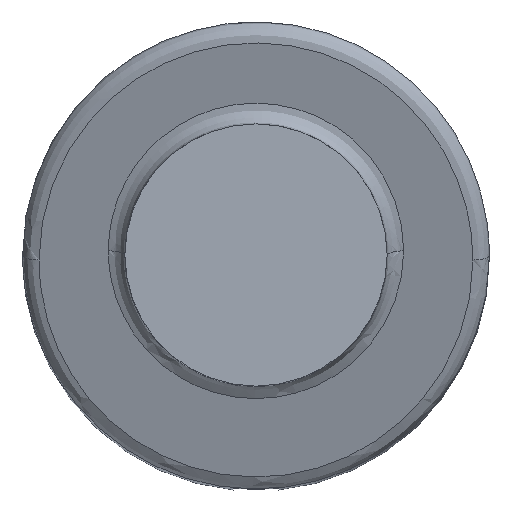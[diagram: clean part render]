
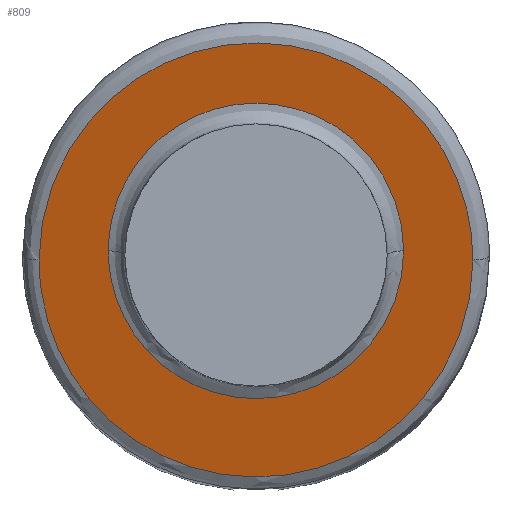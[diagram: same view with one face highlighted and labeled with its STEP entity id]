
A CAD part, top view. The second image highlights one B-rep face of the part: STEP entity #809.
In plain terms, the highlighted planar face has unit normal (0, -0.276, 0.961).
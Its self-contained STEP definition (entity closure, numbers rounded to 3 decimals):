
#345=CARTESIAN_POINT('Vertex',(26.3,-0.551,66.658)) ;
#385=CARTESIAN_POINT('Vertex',(-26.3,-0.551,66.658)) ;
#389=CARTESIAN_POINT('Control Point',(-26.3,-0.551,66.658)) ;
#390=CARTESIAN_POINT('Control Point',(-26.3,-0.162,66.77)) ;
#391=CARTESIAN_POINT('Control Point',(-26.293,0.227,66.881)) ;
#392=CARTESIAN_POINT('Control Point',(-26.278,0.617,66.993)) ;
#393=CARTESIAN_POINT('Control Point',(-26.101,3.809,67.908)) ;
#394=CARTESIAN_POINT('Control Point',(-25.439,6.968,68.814)) ;
#395=CARTESIAN_POINT('Control Point',(-24.487,9.655,69.585)) ;
#396=CARTESIAN_POINT('Control Point',(-21.921,14.64,71.014)) ;
#397=CARTESIAN_POINT('Control Point',(-18.112,18.818,72.212)) ;
#398=CARTESIAN_POINT('Control Point',(-15.971,20.622,72.729)) ;
#399=CARTESIAN_POINT('Control Point',(-11.291,23.602,73.584)) ;
#400=CARTESIAN_POINT('Control Point',(-5.962,25.286,74.067)) ;
#401=CARTESIAN_POINT('Control Point',(-3.227,25.769,74.205)) ;
#402=CARTESIAN_POINT('Control Point',(2.092,25.997,74.271)) ;
#403=CARTESIAN_POINT('Control Point',(7.288,24.909,73.959)) ;
#404=CARTESIAN_POINT('Control Point',(9.697,24.091,73.724)) ;
#405=CARTESIAN_POINT('Control Point',(14.534,21.77,73.058)) ;
#406=CARTESIAN_POINT('Control Point',(18.615,18.342,72.076)) ;
#407=CARTESIAN_POINT('Control Point',(20.508,16.264,71.48)) ;
#408=CARTESIAN_POINT('Control Point',(23.554,11.876,70.222)) ;
#409=CARTESIAN_POINT('Control Point',(25.406,6.915,68.799)) ;
#410=CARTESIAN_POINT('Control Point',(26.002,4.456,68.094)) ;
#411=CARTESIAN_POINT('Control Point',(26.3,1.952,67.376)) ;
#412=CARTESIAN_POINT('Control Point',(26.3,-0.551,66.658)) ;
#638=CARTESIAN_POINT('Control Point',(26.3,-0.551,66.658)) ;
#639=CARTESIAN_POINT('Control Point',(26.3,-3.364,65.851)) ;
#640=CARTESIAN_POINT('Control Point',(25.924,-6.177,65.045)) ;
#641=CARTESIAN_POINT('Control Point',(25.172,-8.928,64.256)) ;
#642=CARTESIAN_POINT('Control Point',(22.976,-14.095,62.774)) ;
#643=CARTESIAN_POINT('Control Point',(19.481,-18.544,61.499)) ;
#644=CARTESIAN_POINT('Control Point',(17.474,-20.504,60.937)) ;
#645=CARTESIAN_POINT('Control Point',(13.201,-23.684,60.025)) ;
#646=CARTESIAN_POINT('Control Point',(8.243,-25.717,59.442)) ;
#647=CARTESIAN_POINT('Control Point',(5.791,-26.393,59.248)) ;
#648=CARTESIAN_POINT('Control Point',(0.986,-27.11,59.042)) ;
#649=CARTESIAN_POINT('Control Point',(-3.853,-26.721,59.154)) ;
#650=CARTESIAN_POINT('Control Point',(-6.128,-26.283,59.28)) ;
#651=CARTESIAN_POINT('Control Point',(-11.054,-24.759,59.716)) ;
#652=CARTESIAN_POINT('Control Point',(-15.458,-22.109,60.476)) ;
#653=CARTESIAN_POINT('Control Point',(-17.668,-20.334,60.985)) ;
#654=CARTESIAN_POINT('Control Point',(-21.607,-16.198,62.171)) ;
#655=CARTESIAN_POINT('Control Point',(-24.296,-11.214,63.601)) ;
#656=CARTESIAN_POINT('Control Point',(-25.305,-8.523,64.372)) ;
#657=CARTESIAN_POINT('Control Point',(-26.045,-5.27,65.305)) ;
#658=CARTESIAN_POINT('Control Point',(-26.268,-1.974,66.25)) ;
#659=CARTESIAN_POINT('Control Point',(-26.289,-1.5,66.386)) ;
#660=CARTESIAN_POINT('Control Point',(-26.3,-1.026,66.522)) ;
#661=CARTESIAN_POINT('Control Point',(-26.3,-0.551,66.658)) ;
#740=CARTESIAN_POINT('Axis2P3D Location',(0.,-63.744,48.538)) ;
#750=CARTESIAN_POINT('Control Point',(17.9,0.551,66.974)) ;
#751=CARTESIAN_POINT('Control Point',(17.9,2.561,67.551)) ;
#752=CARTESIAN_POINT('Control Point',(17.618,4.572,68.127)) ;
#753=CARTESIAN_POINT('Control Point',(17.053,6.534,68.69)) ;
#754=CARTESIAN_POINT('Control Point',(15.517,9.956,69.671)) ;
#755=CARTESIAN_POINT('Control Point',(13.138,12.889,70.512)) ;
#756=CARTESIAN_POINT('Control Point',(11.894,14.095,70.858)) ;
#757=CARTESIAN_POINT('Control Point',(9.309,16.054,71.42)) ;
#758=CARTESIAN_POINT('Control Point',(6.331,17.397,71.805)) ;
#759=CARTESIAN_POINT('Control Point',(4.883,17.873,71.941)) ;
#760=CARTESIAN_POINT('Control Point',(1.722,18.55,72.135)) ;
#761=CARTESIAN_POINT('Control Point',(-1.522,18.509,72.123)) ;
#762=CARTESIAN_POINT('Control Point',(-3.224,18.282,72.058)) ;
#763=CARTESIAN_POINT('Control Point',(-6.566,17.422,71.812)) ;
#764=CARTESIAN_POINT('Control Point',(-9.591,15.811,71.35)) ;
#765=CARTESIAN_POINT('Control Point',(-11.006,14.822,71.066)) ;
#766=CARTESIAN_POINT('Control Point',(-13.605,12.5,70.4)) ;
#767=CARTESIAN_POINT('Control Point',(-15.56,9.655,69.585)) ;
#768=CARTESIAN_POINT('Control Point',(-16.369,8.101,69.139)) ;
#769=CARTESIAN_POINT('Control Point',(-17.285,5.66,68.439)) ;
#770=CARTESIAN_POINT('Control Point',(-17.746,3.117,67.71)) ;
#771=CARTESIAN_POINT('Control Point',(-17.849,2.264,67.465)) ;
#772=CARTESIAN_POINT('Control Point',(-17.9,1.408,67.22)) ;
#773=CARTESIAN_POINT('Control Point',(-17.9,0.551,66.974)) ;
#774=CARTESIAN_POINT('Vertex',(-17.9,0.551,66.974)) ;
#776=CARTESIAN_POINT('Vertex',(17.9,0.551,66.974)) ;
#780=CARTESIAN_POINT('Control Point',(17.9,0.551,66.974)) ;
#781=CARTESIAN_POINT('Control Point',(17.9,-1.401,66.414)) ;
#782=CARTESIAN_POINT('Control Point',(17.634,-3.353,65.855)) ;
#783=CARTESIAN_POINT('Control Point',(17.102,-5.261,65.308)) ;
#784=CARTESIAN_POINT('Control Point',(15.696,-8.497,64.38)) ;
#785=CARTESIAN_POINT('Control Point',(13.537,-11.313,63.572)) ;
#786=CARTESIAN_POINT('Control Point',(12.456,-12.446,63.247)) ;
#787=CARTESIAN_POINT('Control Point',(10.091,-14.434,62.677)) ;
#788=CARTESIAN_POINT('Control Point',(7.334,-15.885,62.261)) ;
#789=CARTESIAN_POINT('Control Point',(5.901,-16.453,62.098)) ;
#790=CARTESIAN_POINT('Control Point',(2.951,-17.268,61.864)) ;
#791=CARTESIAN_POINT('Control Point',(-0.113,-17.445,61.814)) ;
#792=CARTESIAN_POINT('Control Point',(-1.636,-17.371,61.835)) ;
#793=CARTESIAN_POINT('Control Point',(-4.849,-16.869,61.979)) ;
#794=CARTESIAN_POINT('Control Point',(-7.859,-15.669,62.323)) ;
#795=CARTESIAN_POINT('Control Point',(-9.371,-14.843,62.56)) ;
#796=CARTESIAN_POINT('Control Point',(-12.202,-12.826,63.138)) ;
#797=CARTESIAN_POINT('Control Point',(-14.454,-10.222,63.885)) ;
#798=CARTESIAN_POINT('Control Point',(-15.426,-8.773,64.3)) ;
#799=CARTESIAN_POINT('Control Point',(-16.791,-6.091,65.069)) ;
#800=CARTESIAN_POINT('Control Point',(-17.568,-3.211,65.895)) ;
#801=CARTESIAN_POINT('Control Point',(-17.789,-1.965,66.253)) ;
#802=CARTESIAN_POINT('Control Point',(-17.9,-0.707,66.613)) ;
#803=CARTESIAN_POINT('Control Point',(-17.9,0.551,66.974)) ;
#741=DIRECTION('Axis2P3D Direction',(0.,-0.276,0.961)) ;
#742=DIRECTION('Axis2P3D XDirection',(0.,0.961,0.276)) ;
#743=AXIS2_PLACEMENT_3D('Plane Axis2P3D',#740,#741,#742) ;
#746=ORIENTED_EDGE('',*,*,#662,.T.) ;
#747=ORIENTED_EDGE('',*,*,#413,.T.) ;
#806=ORIENTED_EDGE('',*,*,#778,.T.) ;
#807=ORIENTED_EDGE('',*,*,#804,.T.) ;
#808=FACE_BOUND('',#805,.T.) ;
#809=ADVANCED_FACE('Corps principal',(#748,#808),#744,.T.) ;
#388=B_SPLINE_CURVE_WITH_KNOTS('',5,(#389,#390,#391,#392,#393,#394,#395,#396,#397,#398,#399,#400,#401,#402,#403,#404,#405,#406,#407,#408,#409,#410,#411,#412),.UNSPECIFIED.,.F.,.U.,(6,3,3,3,3,3,3,6),(123.654,126.621,148.01,168.653,188.835,207.406,228.233,247.308),.UNSPECIFIED.) ;
#637=B_SPLINE_CURVE_WITH_KNOTS('',5,(#638,#639,#640,#641,#642,#643,#644,#645,#646,#647,#648,#649,#650,#651,#652,#653,#654,#655,#656,#657,#658,#659,#660,#661),.UNSPECIFIED.,.F.,.U.,(6,3,3,3,3,3,3,6),(0.,21.433,42.177,60.72,77.614,98.49,120.04,123.653),.UNSPECIFIED.) ;
#749=B_SPLINE_CURVE_WITH_KNOTS('',5,(#750,#751,#752,#753,#754,#755,#756,#757,#758,#759,#760,#761,#762,#763,#764,#765,#766,#767,#768,#769,#770,#771,#772,#773),.UNSPECIFIED.,.F.,.U.,(6,3,3,3,3,3,3,6),(0.,14.048,25.776,35.936,47.309,58.912,70.93,76.916),.UNSPECIFIED.) ;
#779=B_SPLINE_CURVE_WITH_KNOTS('',5,(#780,#781,#782,#783,#784,#785,#786,#787,#788,#789,#790,#791,#792,#793,#794,#795,#796,#797,#798,#799,#800,#801,#802,#803),.UNSPECIFIED.,.F.,.U.,(6,3,3,3,3,3,3,6),(0.,13.641,24.274,34.565,44.68,56.206,68.123,76.916),.UNSPECIFIED.) ;
#413=EDGE_CURVE('',#346,#386,#388,.F.) ;
#662=EDGE_CURVE('',#386,#346,#637,.F.) ;
#778=EDGE_CURVE('',#775,#777,#749,.F.) ;
#804=EDGE_CURVE('',#777,#775,#779,.T.) ;
#745=EDGE_LOOP('',(#746,#747)) ;
#805=EDGE_LOOP('',(#806,#807)) ;
#748=FACE_OUTER_BOUND('',#745,.T.) ;
#744=PLANE('Plane',#743) ;
#346=VERTEX_POINT('',#345) ;
#386=VERTEX_POINT('',#385) ;
#775=VERTEX_POINT('',#774) ;
#777=VERTEX_POINT('',#776) ;
